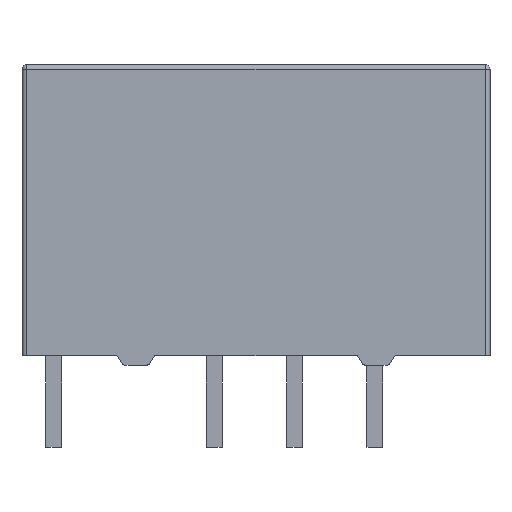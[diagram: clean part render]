
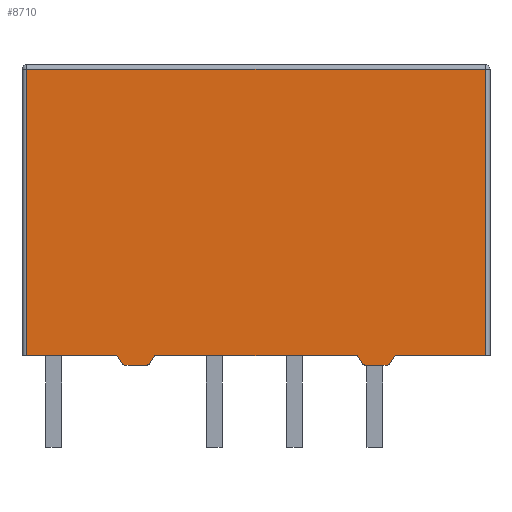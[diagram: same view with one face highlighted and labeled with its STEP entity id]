
A CAD part, front view. The second image highlights one B-rep face of the part: STEP entity #8710.
In plain terms, the highlighted planar face has unit normal (0, -1, 0).
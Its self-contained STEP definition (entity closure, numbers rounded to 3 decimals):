
#90 = LINE ( 'NONE', #8459, #6908 ) ;
#228 = CARTESIAN_POINT ( 'NONE',  ( -4.4, -3.65, 0.3 ) ) ;
#322 = VECTOR ( 'NONE', #8757, 1000. ) ;
#383 = CARTESIAN_POINT ( 'NONE',  ( -7.25, -3.65, 9.5 ) ) ;
#537 = VERTEX_POINT ( 'NONE', #12352 ) ;
#538 = CARTESIAN_POINT ( 'NONE',  ( -7.4, -3.65, 0.3 ) ) ;
#593 = CARTESIAN_POINT ( 'NONE',  ( 3.454, -3.65, 0. ) ) ;
#958 = ORIENTED_EDGE ( 'NONE', *, *, #2431, .T. ) ;
#1045 = CARTESIAN_POINT ( 'NONE',  ( 4.146, -3.65, 0.1 ) ) ;
#1103 = CARTESIAN_POINT ( 'NONE',  ( -7.25, -3.65, 9.35 ) ) ;
#1157 = CARTESIAN_POINT ( 'NONE',  ( 7.25, -3.65, 9.5 ) ) ;
#1627 = VERTEX_POINT ( 'NONE', #10159 ) ;
#1742 = CARTESIAN_POINT ( 'NONE',  ( -4.23, -3.65, 0.045 ) ) ;
#1807 = LINE ( 'NONE', #538, #7449 ) ;
#1861 = EDGE_CURVE ( 'NONE', #1627, #18152, #9282, .T. ) ;
#2171 = VERTEX_POINT ( 'NONE', #11712 ) ;
#2175 = DIRECTION ( 'NONE',  ( 0.555, 0., -0.832 ) ) ;
#2200 = FACE_OUTER_BOUND ( 'NONE', #19017, .T. ) ;
#2362 = CARTESIAN_POINT ( 'NONE',  ( 3.37, -3.65, 0.045 ) ) ;
#2392 = VECTOR ( 'NONE', #6596, 1000. ) ;
#2431 = EDGE_CURVE ( 'NONE', #14004, #14508, #13907, .T. ) ;
#2477 = EDGE_CURVE ( 'NONE', #14508, #17795, #3770, .T. ) ;
#3061 = VERTEX_POINT ( 'NONE', #17056 ) ;
#3099 = VECTOR ( 'NONE', #11672, 1000. ) ;
#3611 = AXIS2_PLACEMENT_3D ( 'NONE', #6273, #8883, #17843 ) ;
#3770 = CIRCLE ( 'NONE', #14506, 0.1 ) ;
#4141 = DIRECTION ( 'NONE',  ( 0., 0., 1. ) ) ;
#4159 = DIRECTION ( 'NONE',  ( 0., -1., 0. ) ) ;
#4234 = LINE ( 'NONE', #4321, #14730 ) ;
#4321 = CARTESIAN_POINT ( 'NONE',  ( 4.4, -3.65, 0.3 ) ) ;
#4615 = LINE ( 'NONE', #14786, #17301 ) ;
#4747 = VERTEX_POINT ( 'NONE', #1103 ) ;
#4993 = CARTESIAN_POINT ( 'NONE',  ( -7.25, -3.65, 0.3 ) ) ;
#5376 = LINE ( 'NONE', #1157, #5775 ) ;
#5458 = CARTESIAN_POINT ( 'NONE',  ( -7.4, -3.65, 9.5 ) ) ;
#5468 = ORIENTED_EDGE ( 'NONE', *, *, #13455, .T. ) ;
#5537 = CARTESIAN_POINT ( 'NONE',  ( 3.454, -3.65, 0.1 ) ) ;
#5653 = DIRECTION ( 'NONE',  ( 0., 1., 0. ) ) ;
#5775 = VECTOR ( 'NONE', #15854, 1000. ) ;
#5779 = EDGE_CURVE ( 'NONE', #4747, #16190, #13554, .T. ) ;
#5906 = ORIENTED_EDGE ( 'NONE', *, *, #13978, .T. ) ;
#6273 = CARTESIAN_POINT ( 'NONE',  ( -4.146, -3.65, 0.1 ) ) ;
#6397 = EDGE_CURVE ( 'NONE', #18076, #1627, #13726, .T. ) ;
#6596 = DIRECTION ( 'NONE',  ( 1., 0., 0. ) ) ;
#6834 = EDGE_CURVE ( 'NONE', #17351, #2171, #5376, .T. ) ;
#6908 = VECTOR ( 'NONE', #11733, 1000. ) ;
#6931 = CARTESIAN_POINT ( 'NONE',  ( -3.454, -3.65, 0.1 ) ) ;
#7006 = EDGE_CURVE ( 'NONE', #16190, #9163, #7853, .T. ) ;
#7449 = VECTOR ( 'NONE', #9212, 1000. ) ;
#7820 = ORIENTED_EDGE ( 'NONE', *, *, #19009, .T. ) ;
#7835 = LINE ( 'NONE', #13516, #11077 ) ;
#7853 = LINE ( 'NONE', #10749, #2392 ) ;
#7910 = DIRECTION ( 'NONE',  ( 1., 0., 0. ) ) ;
#8036 = EDGE_CURVE ( 'NONE', #537, #14004, #8109, .T. ) ;
#8038 = PLANE ( 'NONE',  #13009 ) ;
#8109 = LINE ( 'NONE', #15906, #11334 ) ;
#8302 = DIRECTION ( 'NONE',  ( 1., 0., 0. ) ) ;
#8459 = CARTESIAN_POINT ( 'NONE',  ( -3.37, -3.65, 0.045 ) ) ;
#8498 = CARTESIAN_POINT ( 'NONE',  ( 3.2, -3.65, 0.3 ) ) ;
#8610 = CARTESIAN_POINT ( 'NONE',  ( 3.37, -3.65, 0.045 ) ) ;
#8627 = DIRECTION ( 'NONE',  ( 0.555, 0., 0.832 ) ) ;
#8710 = ADVANCED_FACE ( 'NONE', ( #2200 ), #8038, .F. ) ;
#8740 = CARTESIAN_POINT ( 'NONE',  ( 4.4, -3.65, 0.3 ) ) ;
#8757 = DIRECTION ( 'NONE',  ( 0., 0., -1. ) ) ;
#8820 = EDGE_CURVE ( 'NONE', #11396, #17351, #1807, .T. ) ;
#8883 = DIRECTION ( 'NONE',  ( 0., -1., 0. ) ) ;
#9163 = VERTEX_POINT ( 'NONE', #228 ) ;
#9212 = DIRECTION ( 'NONE',  ( 1., 0., 0. ) ) ;
#9218 = ORIENTED_EDGE ( 'NONE', *, *, #2477, .T. ) ;
#9282 = LINE ( 'NONE', #10818, #18807 ) ;
#9319 = ORIENTED_EDGE ( 'NONE', *, *, #1861, .T. ) ;
#9587 = DIRECTION ( 'NONE',  ( 0., 0., 1. ) ) ;
#9644 = CARTESIAN_POINT ( 'NONE',  ( 4.146, -3.65, 0. ) ) ;
#9848 = LINE ( 'NONE', #15712, #3099 ) ;
#10127 = VERTEX_POINT ( 'NONE', #9644 ) ;
#10159 = CARTESIAN_POINT ( 'NONE',  ( -4.146, -3.65, 0. ) ) ;
#10291 = ORIENTED_EDGE ( 'NONE', *, *, #10592, .T. ) ;
#10592 = EDGE_CURVE ( 'NONE', #12632, #537, #90, .T. ) ;
#10626 = DIRECTION ( 'NONE',  ( 1., 0., 0. ) ) ;
#10749 = CARTESIAN_POINT ( 'NONE',  ( -7.4, -3.65, 0.3 ) ) ;
#10818 = CARTESIAN_POINT ( 'NONE',  ( -4.146, -3.65, 0. ) ) ;
#11077 = VECTOR ( 'NONE', #10626, 1000. ) ;
#11136 = VECTOR ( 'NONE', #18714, 1000. ) ;
#11275 = ORIENTED_EDGE ( 'NONE', *, *, #6834, .T. ) ;
#11334 = VECTOR ( 'NONE', #8302, 1000. ) ;
#11396 = VERTEX_POINT ( 'NONE', #8740 ) ;
#11528 = ORIENTED_EDGE ( 'NONE', *, *, #8036, .T. ) ;
#11672 = DIRECTION ( 'NONE',  ( -1., 0., 0. ) ) ;
#11712 = CARTESIAN_POINT ( 'NONE',  ( 7.25, -3.65, 9.35 ) ) ;
#11733 = DIRECTION ( 'NONE',  ( 0.555, 0., 0.832 ) ) ;
#12090 = ORIENTED_EDGE ( 'NONE', *, *, #18287, .T. ) ;
#12352 = CARTESIAN_POINT ( 'NONE',  ( -3.2, -3.65, 0.3 ) ) ;
#12365 = ORIENTED_EDGE ( 'NONE', *, *, #6397, .T. ) ;
#12409 = EDGE_CURVE ( 'NONE', #9163, #18076, #4615, .T. ) ;
#12553 = CARTESIAN_POINT ( 'NONE',  ( 7.25, -3.65, 0.3 ) ) ;
#12558 = ORIENTED_EDGE ( 'NONE', *, *, #7006, .T. ) ;
#12605 = ORIENTED_EDGE ( 'NONE', *, *, #14435, .T. ) ;
#12632 = VERTEX_POINT ( 'NONE', #16195 ) ;
#13009 = AXIS2_PLACEMENT_3D ( 'NONE', #5458, #5653, #9587 ) ;
#13455 = EDGE_CURVE ( 'NONE', #3061, #11396, #4234, .T. ) ;
#13516 = CARTESIAN_POINT ( 'NONE',  ( 4.146, -3.65, 0. ) ) ;
#13554 = LINE ( 'NONE', #383, #322 ) ;
#13726 = CIRCLE ( 'NONE', #3611, 0.1 ) ;
#13907 = LINE ( 'NONE', #8610, #11136 ) ;
#13978 = EDGE_CURVE ( 'NONE', #2171, #4747, #9848, .T. ) ;
#14004 = VERTEX_POINT ( 'NONE', #8498 ) ;
#14054 = ORIENTED_EDGE ( 'NONE', *, *, #8820, .T. ) ;
#14294 = DIRECTION ( 'NONE',  ( 0., 0., 1. ) ) ;
#14435 = EDGE_CURVE ( 'NONE', #17795, #10127, #7835, .T. ) ;
#14506 = AXIS2_PLACEMENT_3D ( 'NONE', #5537, #18817, #14294 ) ;
#14508 = VERTEX_POINT ( 'NONE', #2362 ) ;
#14570 = AXIS2_PLACEMENT_3D ( 'NONE', #6931, #4159, #15358 ) ;
#14730 = VECTOR ( 'NONE', #8627, 1000. ) ;
#14786 = CARTESIAN_POINT ( 'NONE',  ( -4.4, -3.65, 0.3 ) ) ;
#15163 = CIRCLE ( 'NONE', #17041, 0.1 ) ;
#15358 = DIRECTION ( 'NONE',  ( 0., 0., 1. ) ) ;
#15712 = CARTESIAN_POINT ( 'NONE',  ( -7.4, -3.65, 9.35 ) ) ;
#15854 = DIRECTION ( 'NONE',  ( 0., 0., 1. ) ) ;
#15906 = CARTESIAN_POINT ( 'NONE',  ( -7.4, -3.65, 0.3 ) ) ;
#16102 = ORIENTED_EDGE ( 'NONE', *, *, #5779, .T. ) ;
#16190 = VERTEX_POINT ( 'NONE', #4993 ) ;
#16195 = CARTESIAN_POINT ( 'NONE',  ( -3.37, -3.65, 0.045 ) ) ;
#16603 = ORIENTED_EDGE ( 'NONE', *, *, #12409, .T. ) ;
#17041 = AXIS2_PLACEMENT_3D ( 'NONE', #1045, #17321, #4141 ) ;
#17055 = CIRCLE ( 'NONE', #14570, 0.1 ) ;
#17056 = CARTESIAN_POINT ( 'NONE',  ( 4.23, -3.65, 0.045 ) ) ;
#17301 = VECTOR ( 'NONE', #2175, 1000. ) ;
#17321 = DIRECTION ( 'NONE',  ( 0., -1., 0. ) ) ;
#17351 = VERTEX_POINT ( 'NONE', #12553 ) ;
#17795 = VERTEX_POINT ( 'NONE', #593 ) ;
#17843 = DIRECTION ( 'NONE',  ( 0., 0., 1. ) ) ;
#18076 = VERTEX_POINT ( 'NONE', #1742 ) ;
#18152 = VERTEX_POINT ( 'NONE', #18820 ) ;
#18287 = EDGE_CURVE ( 'NONE', #18152, #12632, #17055, .T. ) ;
#18714 = DIRECTION ( 'NONE',  ( 0.555, 0., -0.832 ) ) ;
#18807 = VECTOR ( 'NONE', #7910, 1000. ) ;
#18817 = DIRECTION ( 'NONE',  ( 0., -1., 0. ) ) ;
#18820 = CARTESIAN_POINT ( 'NONE',  ( -3.454, -3.65, 0. ) ) ;
#19009 = EDGE_CURVE ( 'NONE', #10127, #3061, #15163, .T. ) ;
#19017 = EDGE_LOOP ( 'NONE', ( #14054, #11275, #5906, #16102, #12558, #16603, #12365, #9319, #12090, #10291, #11528, #958, #9218, #12605, #7820, #5468 ) ) ;
